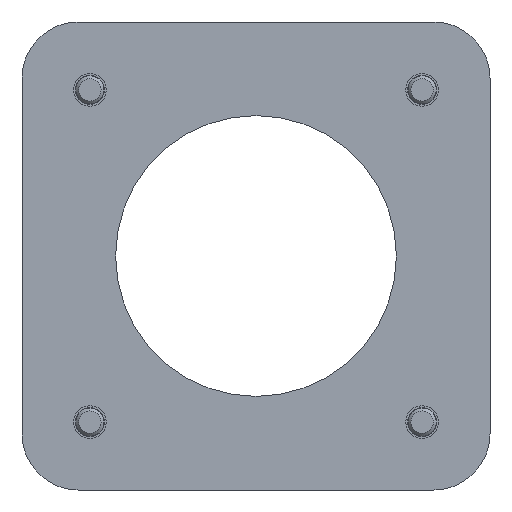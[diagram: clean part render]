
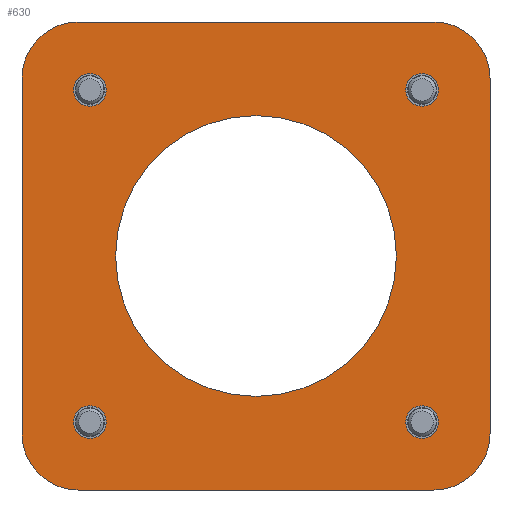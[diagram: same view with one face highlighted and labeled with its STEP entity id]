
A CAD part, front view. The second image highlights one B-rep face of the part: STEP entity #630.
In plain terms, the highlighted planar face has unit normal (0, -1, 0).
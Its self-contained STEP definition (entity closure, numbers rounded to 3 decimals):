
#50=FACE_BOUND('',#126,.T.);
#51=FACE_BOUND('',#127,.T.);
#52=FACE_BOUND('',#128,.T.);
#53=FACE_BOUND('',#129,.T.);
#54=FACE_BOUND('',#130,.T.);
#67=PLANE('',#736);
#87=FACE_OUTER_BOUND('',#125,.T.);
#125=EDGE_LOOP('',(#449,#450,#451,#452,#453,#454,#455,#456));
#126=EDGE_LOOP('',(#457));
#127=EDGE_LOOP('',(#458));
#128=EDGE_LOOP('',(#459));
#129=EDGE_LOOP('',(#460));
#130=EDGE_LOOP('',(#461));
#179=LINE('',#1036,#220);
#182=LINE('',#1042,#223);
#183=LINE('',#1046,#224);
#184=LINE('',#1050,#225);
#220=VECTOR('',#828,10.);
#223=VECTOR('',#833,10.);
#224=VECTOR('',#836,10.);
#225=VECTOR('',#839,10.);
#259=CIRCLE('',#733,12.);
#261=CIRCLE('',#737,12.);
#262=CIRCLE('',#738,12.);
#263=CIRCLE('',#739,12.);
#264=CIRCLE('',#740,3.5);
#265=CIRCLE('',#741,3.5);
#266=CIRCLE('',#742,3.5);
#267=CIRCLE('',#743,3.5);
#268=CIRCLE('',#744,30.);
#297=VERTEX_POINT('',#1026);
#298=VERTEX_POINT('',#1027);
#301=VERTEX_POINT('',#1035);
#303=VERTEX_POINT('',#1041);
#304=VERTEX_POINT('',#1043);
#305=VERTEX_POINT('',#1045);
#306=VERTEX_POINT('',#1047);
#307=VERTEX_POINT('',#1049);
#308=VERTEX_POINT('',#1052);
#309=VERTEX_POINT('',#1054);
#310=VERTEX_POINT('',#1056);
#311=VERTEX_POINT('',#1058);
#312=VERTEX_POINT('',#1060);
#355=EDGE_CURVE('',#297,#298,#259,.T.);
#359=EDGE_CURVE('',#301,#298,#179,.T.);
#362=EDGE_CURVE('',#297,#303,#182,.T.);
#363=EDGE_CURVE('',#304,#303,#261,.T.);
#364=EDGE_CURVE('',#304,#305,#183,.T.);
#365=EDGE_CURVE('',#306,#305,#262,.T.);
#366=EDGE_CURVE('',#306,#307,#184,.T.);
#367=EDGE_CURVE('',#301,#307,#263,.T.);
#368=EDGE_CURVE('',#308,#308,#264,.T.);
#369=EDGE_CURVE('',#309,#309,#265,.T.);
#370=EDGE_CURVE('',#310,#310,#266,.T.);
#371=EDGE_CURVE('',#311,#311,#267,.T.);
#372=EDGE_CURVE('',#312,#312,#268,.T.);
#449=ORIENTED_EDGE('',*,*,#355,.F.);
#450=ORIENTED_EDGE('',*,*,#362,.T.);
#451=ORIENTED_EDGE('',*,*,#363,.F.);
#452=ORIENTED_EDGE('',*,*,#364,.T.);
#453=ORIENTED_EDGE('',*,*,#365,.F.);
#454=ORIENTED_EDGE('',*,*,#366,.T.);
#455=ORIENTED_EDGE('',*,*,#367,.F.);
#456=ORIENTED_EDGE('',*,*,#359,.T.);
#457=ORIENTED_EDGE('',*,*,#368,.T.);
#458=ORIENTED_EDGE('',*,*,#369,.T.);
#459=ORIENTED_EDGE('',*,*,#370,.T.);
#460=ORIENTED_EDGE('',*,*,#371,.T.);
#461=ORIENTED_EDGE('',*,*,#372,.T.);
#630=ADVANCED_FACE('',(#87,#50,#51,#52,#53,#54),#67,.F.);
#733=AXIS2_PLACEMENT_3D('',#1028,#820,#821);
#736=AXIS2_PLACEMENT_3D('',#1040,#831,#832);
#737=AXIS2_PLACEMENT_3D('',#1044,#834,#835);
#738=AXIS2_PLACEMENT_3D('',#1048,#837,#838);
#739=AXIS2_PLACEMENT_3D('',#1051,#840,#841);
#740=AXIS2_PLACEMENT_3D('',#1053,#842,#843);
#741=AXIS2_PLACEMENT_3D('',#1055,#844,#845);
#742=AXIS2_PLACEMENT_3D('',#1057,#846,#847);
#743=AXIS2_PLACEMENT_3D('',#1059,#848,#849);
#744=AXIS2_PLACEMENT_3D('',#1061,#850,#851);
#820=DIRECTION('center_axis',(0.,1.,0.));
#821=DIRECTION('ref_axis',(-0.707,0.,0.707));
#828=DIRECTION('',(-1.,0.,0.));
#831=DIRECTION('center_axis',(0.,1.,0.));
#832=DIRECTION('ref_axis',(0.,0.,1.));
#833=DIRECTION('',(0.,0.,-1.));
#834=DIRECTION('center_axis',(0.,1.,0.));
#835=DIRECTION('ref_axis',(-0.707,0.,-0.707));
#836=DIRECTION('',(1.,0.,0.));
#837=DIRECTION('center_axis',(0.,1.,0.));
#838=DIRECTION('ref_axis',(0.707,0.,-0.707));
#839=DIRECTION('',(0.,0.,1.));
#840=DIRECTION('center_axis',(0.,1.,0.));
#841=DIRECTION('ref_axis',(0.707,0.,0.707));
#842=DIRECTION('center_axis',(0.,1.,0.));
#843=DIRECTION('ref_axis',(-1.,0.,0.));
#844=DIRECTION('center_axis',(0.,1.,0.));
#845=DIRECTION('ref_axis',(-1.,0.,0.));
#846=DIRECTION('center_axis',(0.,1.,0.));
#847=DIRECTION('ref_axis',(-1.,0.,0.));
#848=DIRECTION('center_axis',(0.,1.,0.));
#849=DIRECTION('ref_axis',(-1.,0.,0.));
#850=DIRECTION('center_axis',(0.,1.,0.));
#851=DIRECTION('ref_axis',(1.,0.,0.));
#1026=CARTESIAN_POINT('',(-50.,-15.,38.));
#1027=CARTESIAN_POINT('',(-38.,-15.,50.));
#1028=CARTESIAN_POINT('Origin',(-38.,-15.,38.));
#1035=CARTESIAN_POINT('',(38.,-15.,50.));
#1036=CARTESIAN_POINT('',(-50.,-15.,50.));
#1040=CARTESIAN_POINT('Origin',(0.,-15.,0.));
#1041=CARTESIAN_POINT('',(-50.,-15.,-38.));
#1042=CARTESIAN_POINT('',(-50.,-15.,-50.));
#1043=CARTESIAN_POINT('',(-38.,-15.,-50.));
#1044=CARTESIAN_POINT('Origin',(-38.,-15.,-38.));
#1045=CARTESIAN_POINT('',(38.,-15.,-50.));
#1046=CARTESIAN_POINT('',(50.,-15.,-50.));
#1047=CARTESIAN_POINT('',(50.,-15.,-38.));
#1048=CARTESIAN_POINT('Origin',(38.,-15.,-38.));
#1049=CARTESIAN_POINT('',(50.,-15.,38.));
#1050=CARTESIAN_POINT('',(50.,-15.,50.));
#1051=CARTESIAN_POINT('Origin',(38.,-15.,38.));
#1052=CARTESIAN_POINT('',(-32.,-15.,35.5));
#1053=CARTESIAN_POINT('Origin',(-35.5,-15.,35.5));
#1054=CARTESIAN_POINT('',(39.,-15.,35.5));
#1055=CARTESIAN_POINT('Origin',(35.5,-15.,35.5));
#1056=CARTESIAN_POINT('',(39.,-15.,-35.5));
#1057=CARTESIAN_POINT('Origin',(35.5,-15.,-35.5));
#1058=CARTESIAN_POINT('',(-32.,-15.,-35.5));
#1059=CARTESIAN_POINT('Origin',(-35.5,-15.,-35.5));
#1060=CARTESIAN_POINT('',(-30.,-15.,0.));
#1061=CARTESIAN_POINT('Origin',(0.,-15.,0.));
